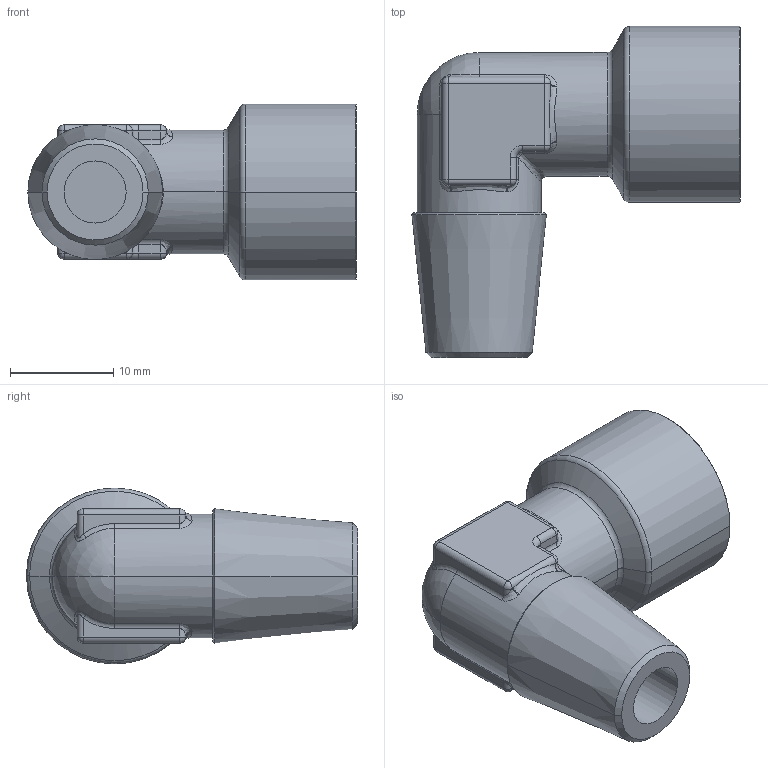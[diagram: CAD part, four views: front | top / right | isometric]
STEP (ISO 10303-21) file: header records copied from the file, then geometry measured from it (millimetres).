
FILE_DESCRIPTION(('STEP AP214'),'1');
FILE_NAME('0913_00_13.stp','2016-07-07T14:19:26',('TraceParts'),('TraceParts S.A.'),'Spatial InterOp 3D',' ',' ');
FILE_SCHEMA(('automotive_design'));
Length unit declared in the file: millimetre
Products named in the file (1): 0913_00_13
Bounding box: 31.73 x 32 x 17 mm (x, y, z)
Volume: 4961.4 mm3; surface area: 3280.9 mm2
Topology: 1 solids, 1 shells, 132 faces, 288 edges, 160 vertices
Faces by surface type: cylinder 44, plane 24, torus 20, bspline 18, sphere 16, cone 10
Entity records: 4523 total; most frequent: CARTESIAN_POINT 1677, DIRECTION 640, ORIENTED_EDGE 572, EDGE_CURVE 286, AXIS2_PLACEMENT_3D 275, VERTEX_POINT 160, CIRCLE 160, EDGE_LOOP 136
